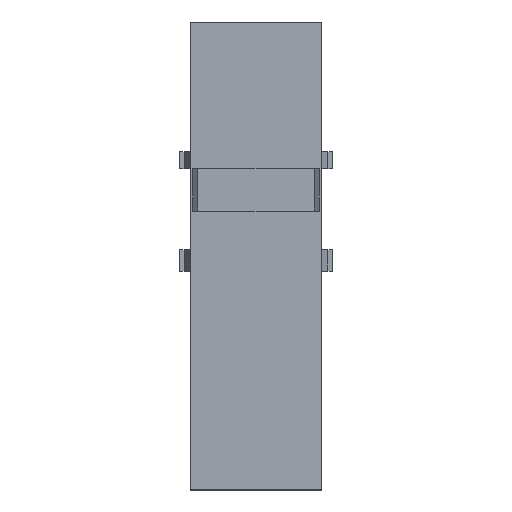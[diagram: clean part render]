
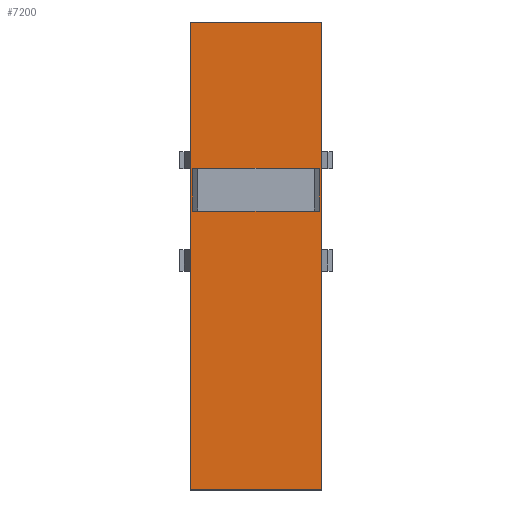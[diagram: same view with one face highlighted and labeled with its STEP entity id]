
A CAD part, top view. The second image highlights one B-rep face of the part: STEP entity #7200.
In plain terms, the highlighted face is planar.
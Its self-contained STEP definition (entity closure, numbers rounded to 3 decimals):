
#760=CARTESIAN_POINT('',(-0.203,37.196,
34.));
#770=VERTEX_POINT('',#760);
#800=CARTESIAN_POINT('',(-16.539,37.196,
34.));
#810=DIRECTION('',(1.,0.,0.));
#820=VECTOR('',#810,1.);
#830=LINE('',#800,#820);
#840=CARTESIAN_POINT('',(-22.153,37.196,
34.));
#850=VERTEX_POINT('',#840);
#860=EDGE_CURVE('',#850,#770,#830,.T.);
#5020=CARTESIAN_POINT('',(-0.203,37.196,
40.15));
#5030=VERTEX_POINT('',#5020);
#5060=CARTESIAN_POINT('',(-0.203,37.196,
36.889));
#5070=DIRECTION('',(0.,0.,1.));
#5080=VECTOR('',#5070,1.);
#5090=LINE('',#5060,#5080);
#5100=EDGE_CURVE('',#770,#5030,#5090,.T.);
#6630=CARTESIAN_POINT('',(-3.953,37.196,
33.217));
#6640=DIRECTION('',(0.,-1.,0.));
#6650=DIRECTION('',(-1.,0.,0.));
#6660=AXIS2_PLACEMENT_3D('',#6630,#6640,#6650);
#6670=PLANE('',#6660);
#6680=CARTESIAN_POINT('',(-9.078,37.196,
36.889));
#6690=DIRECTION('',(0.,0.,-1.));
#6700=VECTOR('',#6690,1.);
#6710=LINE('',#6680,#6700);
#6720=CARTESIAN_POINT('',(-9.078,37.196,
40.05));
#6730=VERTEX_POINT('',#6720);
#6740=CARTESIAN_POINT('',(-9.078,37.196,
34.1));
#6750=VERTEX_POINT('',#6740);
#6760=EDGE_CURVE('',#6730,#6750,#6710,.T.);
#6770=ORIENTED_EDGE('',*,*,#6760,.T.);
#6780=CARTESIAN_POINT('',(-16.539,37.196,
40.05));
#6790=DIRECTION('',(-1.,0.,0.));
#6800=VECTOR('',#6790,1.);
#6810=LINE('',#6780,#6800);
#6820=CARTESIAN_POINT('',(-7.078,37.196,
40.05));
#6830=VERTEX_POINT('',#6820);
#6840=EDGE_CURVE('',#6830,#6730,#6810,.T.);
#6850=ORIENTED_EDGE('',*,*,#6840,.T.);
#6860=CARTESIAN_POINT('',(-7.078,37.196,
36.889));
#6870=DIRECTION('',(0.,0.,1.));
#6880=VECTOR('',#6870,1.);
#6890=LINE('',#6860,#6880);
#6900=CARTESIAN_POINT('',(-7.078,37.196,
34.1));
#6910=VERTEX_POINT('',#6900);
#6920=EDGE_CURVE('',#6910,#6830,#6890,.T.);
#6930=ORIENTED_EDGE('',*,*,#6920,.T.);
#6940=CARTESIAN_POINT('',(-16.539,37.196,
34.1));
#6950=DIRECTION('',(1.,0.,0.));
#6960=VECTOR('',#6950,1.);
#6970=LINE('',#6940,#6960);
#6980=EDGE_CURVE('',#6750,#6910,#6970,.T.);
#6990=ORIENTED_EDGE('',*,*,#6980,.T.);
#7000=EDGE_LOOP('',(#6990,#6930,#6850,#6770));
#7010=FACE_BOUND('',#7000,.T.);
#7020=CARTESIAN_POINT('',(-22.153,37.196,
36.889));
#7030=DIRECTION('',(0.,0.,-1.));
#7040=VECTOR('',#7030,1.);
#7050=LINE('',#7020,#7040);
#7060=CARTESIAN_POINT('',(-22.153,37.196,
40.15));
#7070=VERTEX_POINT('',#7060);
#7080=EDGE_CURVE('',#7070,#850,#7050,.T.);
#7090=ORIENTED_EDGE('',*,*,#7080,.F.);
#7100=ORIENTED_EDGE('',*,*,#860,.F.);
#7110=ORIENTED_EDGE('',*,*,#5100,.F.);
#7120=CARTESIAN_POINT('',(-16.539,37.196,
40.15));
#7130=DIRECTION('',(1.,0.,0.));
#7140=VECTOR('',#7130,1.);
#7150=LINE('',#7120,#7140);
#7160=EDGE_CURVE('',#7070,#5030,#7150,.T.);
#7170=ORIENTED_EDGE('',*,*,#7160,.T.);
#7180=EDGE_LOOP('',(#7170,#7110,#7100,#7090));
#7190=FACE_OUTER_BOUND('',#7180,.T.);
#7200=ADVANCED_FACE('',(#7010,#7190),#6670,.F.);
